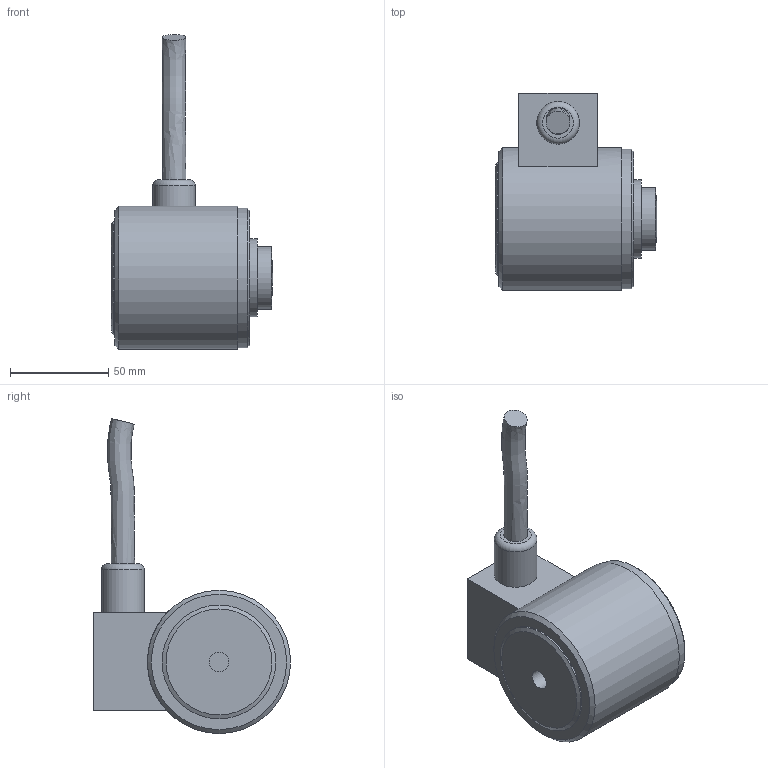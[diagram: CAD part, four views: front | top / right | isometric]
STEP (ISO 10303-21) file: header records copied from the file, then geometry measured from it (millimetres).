
FILE_DESCRIPTION(/* description */ ('Alibre Inc.'),/* implementation_level */ '2;1');
FILE_NAME(/* name */ 'export0',/* time_stamp */ '2014-06-30T13:38:40+02:00',/* author */ (''),/* organization */ (''),/* preprocessor_version */ 'ST-DEVELOPER v14',/* originating_system */ 'Alibre',/* authorisation */ '');
FILE_SCHEMA (('CONFIG_CONTROL_DESIGN'));
Length unit declared in the file: centimetre
Products named in the file (3): ID_1
Bounding box: 82.29 x 100.5 x 160.63 mm (x, y, z)
Volume: 378793.5 mm3; surface area: 37886.3 mm2
Topology: 2 solids, 2 shells, 30 faces, 54 edges, 36 vertices
Faces by surface type: plane 16, cylinder 9, cone 2, torus 1, sphere 1, bspline 1
Full cylindrical faces by diameter (mm): 10.106 x1, 12 x1, 21.731 x1, 31.8 x1, 39.8 x1, 58 x1, 69 x1, 71 x1, 73 x1
Entity records: 1119 total; most frequent: CARTESIAN_POINT 309, DIRECTION 109, ORIENTED_EDGE 72, AXIS2_PLACEMENT_3D 58, EDGE_LOOP 51, FACE_BOUND 51, EDGE_CURVE 36, VERTEX_POINT 31
